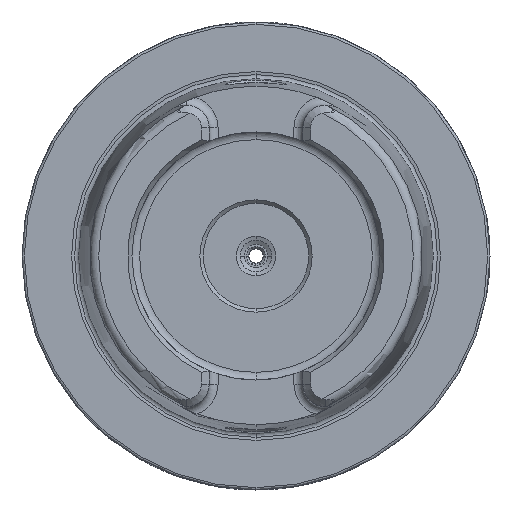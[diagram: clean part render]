
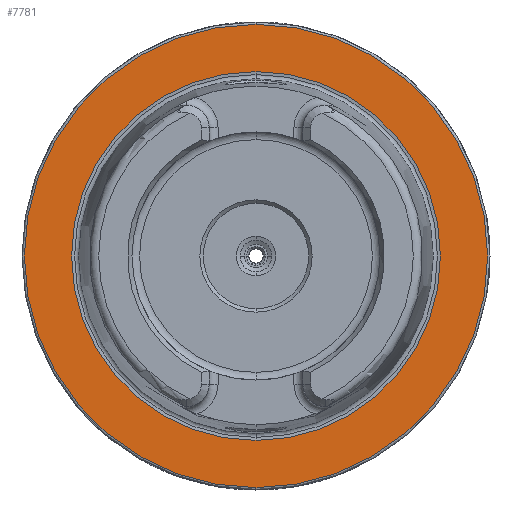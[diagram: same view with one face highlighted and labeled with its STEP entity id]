
A CAD part, left-side view. The second image highlights one B-rep face of the part: STEP entity #7781.
In plain terms, the highlighted planar face has unit normal (-1, 0, 0).
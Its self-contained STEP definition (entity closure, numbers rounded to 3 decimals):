
#201 = ORIENTED_EDGE ( 'NONE', *, *, #7097, .F. ) ;
#454 = ORIENTED_EDGE ( 'NONE', *, *, #869, .T. ) ;
#502 = AXIS2_PLACEMENT_3D ( 'NONE', #4352, #10315, #5213 ) ;
#702 = VERTEX_POINT ( 'NONE', #7817 ) ;
#744 = DIRECTION ( 'NONE',  ( -1., 0., 0. ) ) ;
#792 = DIRECTION ( 'NONE',  ( -1., 0., 0. ) ) ;
#869 = EDGE_CURVE ( 'NONE', #7565, #9114, #7230, .T. ) ;
#1591 = CARTESIAN_POINT ( 'NONE',  ( 0., 0., 0. ) ) ;
#2198 = DIRECTION ( 'NONE',  ( 1., 0., 0. ) ) ;
#2310 = CIRCLE ( 'NONE', #502, 49.5 ) ;
#2946 = ORIENTED_EDGE ( 'NONE', *, *, #8876, .F. ) ;
#3236 = CARTESIAN_POINT ( 'NONE',  ( 0., 0., 49.5 ) ) ;
#4220 = FACE_BOUND ( 'NONE', #6185, .T. ) ;
#4352 = CARTESIAN_POINT ( 'NONE',  ( 0., 0., 0. ) ) ;
#4391 = CARTESIAN_POINT ( 'NONE',  ( 0., 0., 0. ) ) ;
#4737 = CARTESIAN_POINT ( 'NONE',  ( 0., 49.5, 0. ) ) ;
#5213 = DIRECTION ( 'NONE',  ( 0., 0., 1. ) ) ;
#5254 = DIRECTION ( 'NONE',  ( 0., 0., 1. ) ) ;
#5410 = CARTESIAN_POINT ( 'NONE',  ( 0., 0., -49.5 ) ) ;
#5704 = DIRECTION ( 'NONE',  ( 0., 0., 1. ) ) ;
#5832 = CARTESIAN_POINT ( 'NONE',  ( 0., 0., 39.405 ) ) ;
#5833 = AXIS2_PLACEMENT_3D ( 'NONE', #4391, #10344, #5254 ) ;
#5890 = CARTESIAN_POINT ( 'NONE',  ( 0., 0., 0. ) ) ;
#6185 = EDGE_LOOP ( 'NONE', ( #201, #2946 ) ) ;
#6226 = FACE_OUTER_BOUND ( 'NONE', #10114, .T. ) ;
#6743 = DIRECTION ( 'NONE',  ( 0., 0., 1. ) ) ;
#7097 = EDGE_CURVE ( 'NONE', #9423, #702, #7948, .T. ) ;
#7230 = CIRCLE ( 'NONE', #8962, 49.5 ) ;
#7565 = VERTEX_POINT ( 'NONE', #3236 ) ;
#7773 = AXIS2_PLACEMENT_3D ( 'NONE', #5890, #792, #6743 ) ;
#7781 = ADVANCED_FACE ( 'NONE', ( #4220, #6226 ), #8119, .F. ) ;
#7817 = CARTESIAN_POINT ( 'NONE',  ( 0., 0., -39.405 ) ) ;
#7948 = CIRCLE ( 'NONE', #5833, 39.405 ) ;
#8119 = PLANE ( 'NONE',  #9543 ) ;
#8159 = DIRECTION ( 'NONE',  ( 0., 0., -1. ) ) ;
#8876 = EDGE_CURVE ( 'NONE', #702, #9423, #9805, .T. ) ;
#8962 = AXIS2_PLACEMENT_3D ( 'NONE', #1591, #744, #5704 ) ;
#9079 = ORIENTED_EDGE ( 'NONE', *, *, #9494, .T. ) ;
#9114 = VERTEX_POINT ( 'NONE', #5410 ) ;
#9423 = VERTEX_POINT ( 'NONE', #5832 ) ;
#9494 = EDGE_CURVE ( 'NONE', #9114, #7565, #2310, .T. ) ;
#9543 = AXIS2_PLACEMENT_3D ( 'NONE', #4737, #2198, #8159 ) ;
#9805 = CIRCLE ( 'NONE', #7773, 39.405 ) ;
#10114 = EDGE_LOOP ( 'NONE', ( #454, #9079 ) ) ;
#10315 = DIRECTION ( 'NONE',  ( -1., 0., 0. ) ) ;
#10344 = DIRECTION ( 'NONE',  ( -1., 0., 0. ) ) ;
